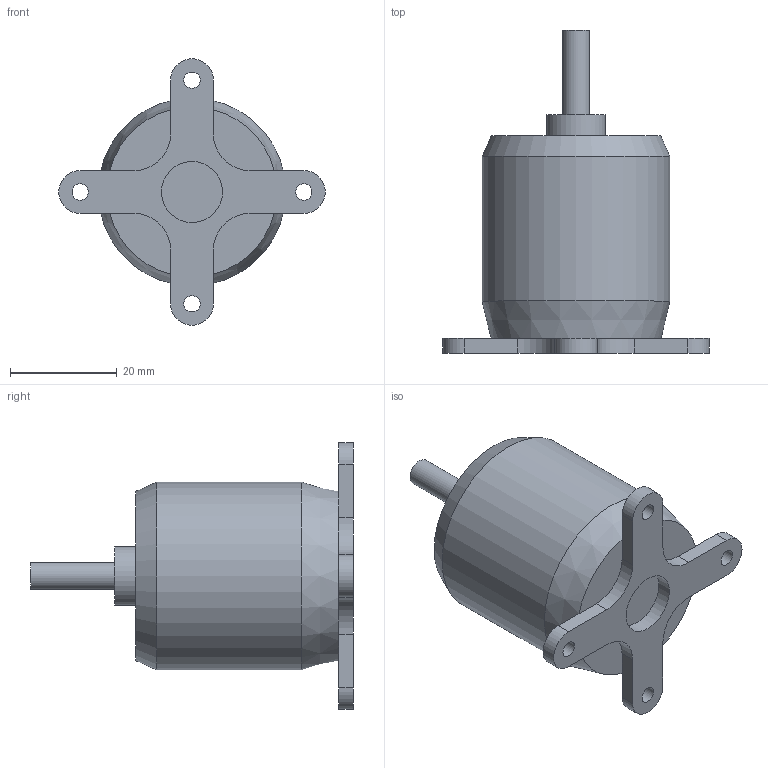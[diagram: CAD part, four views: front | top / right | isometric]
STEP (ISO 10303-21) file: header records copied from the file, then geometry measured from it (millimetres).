
FILE_DESCRIPTION(/* description */ (''),/* implementation_level */ '2;1');
FILE_NAME(/* name */ 'Brushless_Turnigy_1000KV.stp',/* time_stamp */ '2014-12-12T21:24:39+02:00',/* author */ ('Bijan'),/* organization */ (''),/* preprocessor_version */ 'ST-DEVELOPER v15.6',/* originating_system */ 'Autodesk Inventor 2015',/* authorisation */ '');
FILE_SCHEMA (('AUTOMOTIVE_DESIGN { 1 0 10303 214 3 1 1 }'));
Length unit declared in the file: inch
Products named in the file (1): Brushless_Turnigy_1000KV
Bounding box: 49.83 x 60.4 x 49.83 mm (x, y, z)
Volume: 38150.1 mm3; surface area: 7316 mm2
Topology: 1 solids, 1 shells, 39 faces, 92 edges, 58 vertices
Faces by surface type: plane 21, cylinder 16, cone 2
Full cylindrical faces by diameter (mm): 3.048 x4, 4.978 x1, 11.049 x1, 11.43 x1, 35.128 x1
Entity records: 1135 total; most frequent: DIRECTION 202, CARTESIAN_POINT 178, ORIENTED_EDGE 162, EDGE_CURVE 81, AXIS2_PLACEMENT_3D 81, EDGE_LOOP 60, VERTEX_POINT 57, CIRCLE 41
